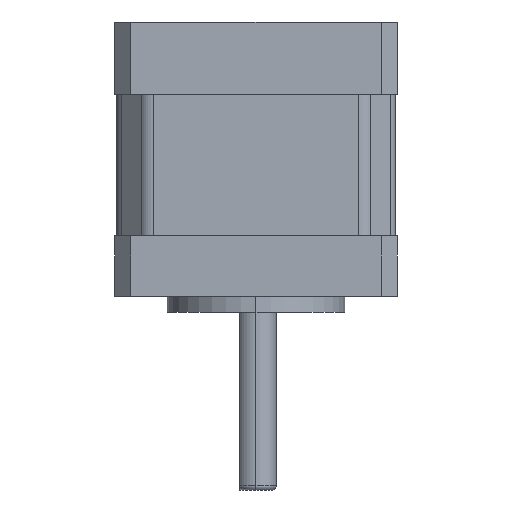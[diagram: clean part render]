
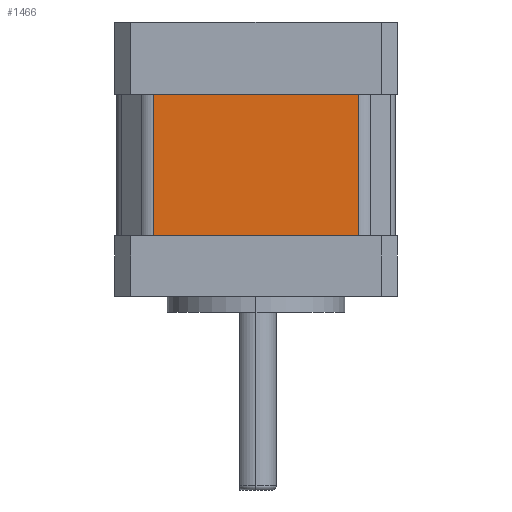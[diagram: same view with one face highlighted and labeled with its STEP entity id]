
A CAD part, left-side view. The second image highlights one B-rep face of the part: STEP entity #1466.
In plain terms, the highlighted planar face has unit normal (-1, 0, 0).
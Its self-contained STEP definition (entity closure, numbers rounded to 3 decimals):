
#51 = LINE ( 'NONE', #3123, #3933 ) ;
#62 = LINE ( 'NONE', #1727, #5439 ) ;
#173 = CARTESIAN_POINT ( 'NONE',  ( -17.3, -13.579, 7.5 ) ) ;
#238 = ORIENTED_EDGE ( 'NONE', *, *, #1965, .T. ) ;
#428 = VERTEX_POINT ( 'NONE', #3820 ) ;
#543 = AXIS2_PLACEMENT_3D ( 'NONE', #882, #4411, #1392 ) ;
#606 = CARTESIAN_POINT ( 'NONE',  ( -17.3, -12.75, 25. ) ) ;
#794 = ORIENTED_EDGE ( 'NONE', *, *, #6371, .T. ) ;
#817 = CARTESIAN_POINT ( 'NONE',  ( -17.3, 12.75, 7.5 ) ) ;
#882 = CARTESIAN_POINT ( 'NONE',  ( -17.3, -13.579, 131.44 ) ) ;
#1050 = VERTEX_POINT ( 'NONE', #606 ) ;
#1173 = VECTOR ( 'NONE', #4658, 1000. ) ;
#1392 = DIRECTION ( 'NONE',  ( 0., 0., 1. ) ) ;
#1422 = EDGE_LOOP ( 'NONE', ( #4565, #794, #6261, #238 ) ) ;
#1424 = EDGE_CURVE ( 'NONE', #1050, #428, #62, .T. ) ;
#1466 = ADVANCED_FACE ( 'NONE', ( #2774 ), #2379, .T. ) ;
#1727 = CARTESIAN_POINT ( 'NONE',  ( -17.3, -13.579, 25. ) ) ;
#1965 = EDGE_CURVE ( 'NONE', #428, #5650, #4011, .T. ) ;
#2379 = PLANE ( 'NONE',  #543 ) ;
#2435 = LINE ( 'NONE', #173, #5114 ) ;
#2774 = FACE_OUTER_BOUND ( 'NONE', #1422, .T. ) ;
#3123 = CARTESIAN_POINT ( 'NONE',  ( -17.3, -12.75, 131.44 ) ) ;
#3711 = DIRECTION ( 'NONE',  ( 0., 1., 0. ) ) ;
#3820 = CARTESIAN_POINT ( 'NONE',  ( -17.3, 12.75, 25. ) ) ;
#3933 = VECTOR ( 'NONE', #4624, 1000. ) ;
#4011 = LINE ( 'NONE', #4163, #1173 ) ;
#4163 = CARTESIAN_POINT ( 'NONE',  ( -17.3, 12.75, 131.44 ) ) ;
#4388 = EDGE_CURVE ( 'NONE', #5045, #5650, #2435, .T. ) ;
#4411 = DIRECTION ( 'NONE',  ( -1., 0., 0. ) ) ;
#4565 = ORIENTED_EDGE ( 'NONE', *, *, #4388, .F. ) ;
#4624 = DIRECTION ( 'NONE',  ( 0., 0., 1. ) ) ;
#4658 = DIRECTION ( 'NONE',  ( 0., 0., -1. ) ) ;
#5045 = VERTEX_POINT ( 'NONE', #5917 ) ;
#5114 = VECTOR ( 'NONE', #3711, 1000. ) ;
#5439 = VECTOR ( 'NONE', #5742, 1000. ) ;
#5650 = VERTEX_POINT ( 'NONE', #817 ) ;
#5742 = DIRECTION ( 'NONE',  ( 0., 1., 0. ) ) ;
#5917 = CARTESIAN_POINT ( 'NONE',  ( -17.3, -12.75, 7.5 ) ) ;
#6261 = ORIENTED_EDGE ( 'NONE', *, *, #1424, .T. ) ;
#6371 = EDGE_CURVE ( 'NONE', #5045, #1050, #51, .T. ) ;
